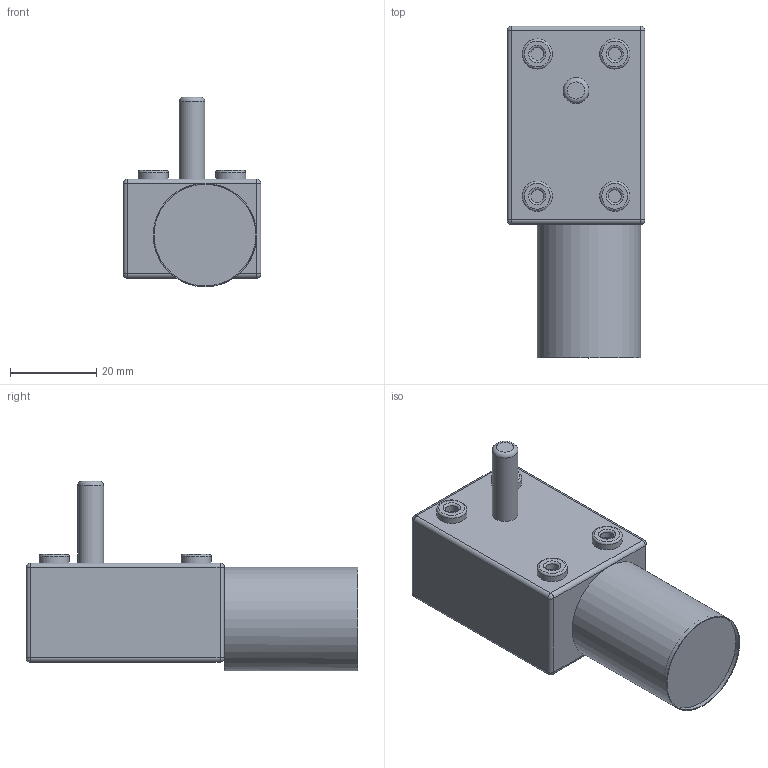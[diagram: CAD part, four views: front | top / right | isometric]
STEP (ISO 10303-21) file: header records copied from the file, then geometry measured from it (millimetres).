
FILE_DESCRIPTION(/* description */ (''),/* implementation_level */ '2;1');
FILE_NAME(/* name */ 'Head Motor v3.stp',/* time_stamp */ '2020-12-05T17:54:29+01:00',/* author */ (''),/* organization */ (''),/* preprocessor_version */ 'ST-DEVELOPER v18.1',/* originating_system */ 'Autodesk Translation Framework v9.3.0.1241',/* authorisation */ '');
FILE_SCHEMA (('AUTOMOTIVE_DESIGN { 1 0 10303 214 3 1 1 }'));
Length unit declared in the file: millimetre
Products named in the file (1): Head Motor
Bounding box: 32 x 77 x 44 mm (x, y, z)
Volume: 48135.3 mm3; surface area: 9408.2 mm2
Topology: 1 solids, 1 shells, 60 faces, 112 edges, 64 vertices
Faces by surface type: cylinder 23, plane 20, torus 9, sphere 8
Full cylindrical faces by diameter (mm): 3 x4, 6 x1, 7 x4, 23.6 x1, 24 x1
Entity records: 1542 total; most frequent: DIRECTION 307, CARTESIAN_POINT 237, ORIENTED_EDGE 224, AXIS2_PLACEMENT_3D 134, EDGE_CURVE 112, CIRCLE 73, EDGE_LOOP 70, VERTEX_POINT 64
